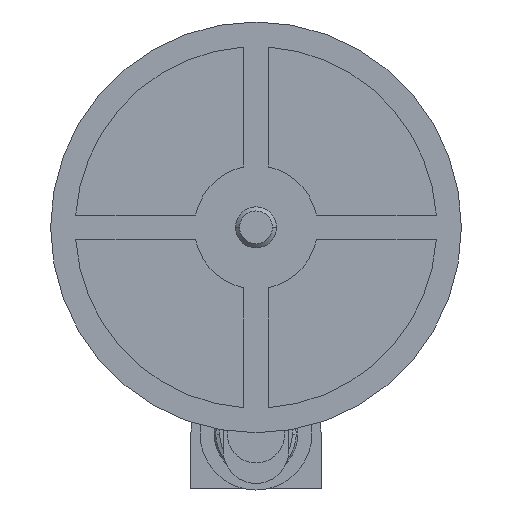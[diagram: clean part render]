
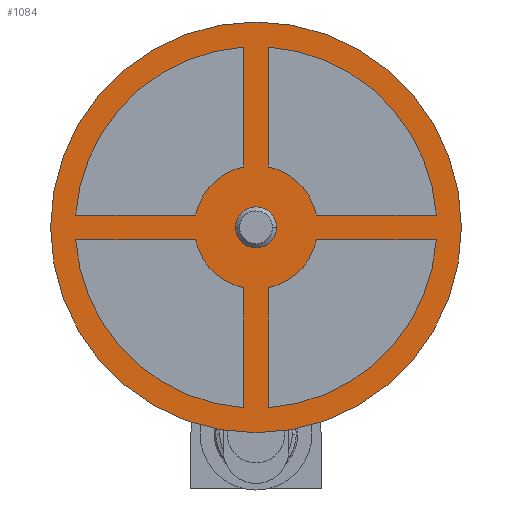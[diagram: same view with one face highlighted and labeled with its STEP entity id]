
A CAD part, front view. The second image highlights one B-rep face of the part: STEP entity #1084.
In plain terms, the highlighted planar face has unit normal (0, -1, 0).
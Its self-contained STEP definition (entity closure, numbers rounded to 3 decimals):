
#130=CARTESIAN_POINT('',(-1.5,-42.89,31.827));
#131=VERTEX_POINT('',#130);
#140=CARTESIAN_POINT('',(1.5,-42.89,31.827));
#141=VERTEX_POINT('',#140);
#142=CARTESIAN_POINT('',(0.,-42.89,31.827));
#143=DIRECTION('',(0.0,1.0,0.0));
#144=DIRECTION('',(-1.0,0.0,0.0));
#145=AXIS2_PLACEMENT_3D('',#142,#143,#144);
#146=CIRCLE('',#145,1.5);
#147=EDGE_CURVE('',#141,#131,#146,.T.);
#290=CARTESIAN_POINT('',(-25.0,-42.89,31.827));
#291=VERTEX_POINT('',#290);
#307=CARTESIAN_POINT('',(25.0,-42.89,31.827));
#308=VERTEX_POINT('',#307);
#315=CARTESIAN_POINT('',(0.,-42.89,31.827));
#316=DIRECTION('',(0.0,1.0,0.0));
#317=DIRECTION('',(-1.0,0.0,0.0));
#318=AXIS2_PLACEMENT_3D('',#315,#316,#317);
#319=CIRCLE('',#318,25.0);
#320=EDGE_CURVE('',#308,#291,#319,.T.);
#341=CARTESIAN_POINT('',(7.348,-42.89,30.327));
#342=VERTEX_POINT('',#341);
#349=CARTESIAN_POINT('',(1.5,-42.89,24.479));
#350=VERTEX_POINT('',#349);
#351=CARTESIAN_POINT('',(0.,-42.89,31.827));
#352=DIRECTION('',(0.0,-1.0,0.0));
#353=DIRECTION('',(0.0,0.0,1.0));
#354=AXIS2_PLACEMENT_3D('',#351,#352,#353);
#355=CIRCLE('',#354,7.5);
#356=EDGE_CURVE('',#350,#342,#355,.T.);
#381=CARTESIAN_POINT('',(1.5,-42.89,9.878));
#382=VERTEX_POINT('',#381);
#383=CARTESIAN_POINT('',(1.5,-42.89,9.878));
#384=DIRECTION('',(0.0,0.0,1.0));
#385=VECTOR('',#384,14.6);
#386=LINE('',#383,#385);
#387=EDGE_CURVE('',#382,#350,#386,.T.);
#413=CARTESIAN_POINT('',(21.949,-42.89,30.327));
#414=VERTEX_POINT('',#413);
#415=CARTESIAN_POINT('',(0.,-42.89,31.827));
#416=DIRECTION('',(0.0,1.0,0.0));
#417=DIRECTION('',(0.0,0.0,-1.0));
#418=AXIS2_PLACEMENT_3D('',#415,#416,#417);
#419=CIRCLE('',#418,22.0);
#420=EDGE_CURVE('',#414,#382,#419,.T.);
#443=CARTESIAN_POINT('',(7.348,-42.89,30.327));
#444=DIRECTION('',(1.0,0.0,0.0));
#445=VECTOR('',#444,14.6);
#446=LINE('',#443,#445);
#447=EDGE_CURVE('',#342,#414,#446,.T.);
#481=CARTESIAN_POINT('',(-21.949,-42.89,30.327));
#482=VERTEX_POINT('',#481);
#489=CARTESIAN_POINT('',(-1.5,-42.89,9.878));
#490=VERTEX_POINT('',#489);
#491=CARTESIAN_POINT('',(0.,-42.89,31.827));
#492=DIRECTION('',(0.0,1.0,0.0));
#493=DIRECTION('',(0.0,0.0,-1.0));
#494=AXIS2_PLACEMENT_3D('',#491,#492,#493);
#495=CIRCLE('',#494,22.0);
#496=EDGE_CURVE('',#490,#482,#495,.T.);
#521=CARTESIAN_POINT('',(-1.5,-42.89,24.479));
#522=VERTEX_POINT('',#521);
#523=CARTESIAN_POINT('',(-1.5,-42.89,24.479));
#524=DIRECTION('',(0.0,0.0,-1.0));
#525=VECTOR('',#524,14.6);
#526=LINE('',#523,#525);
#527=EDGE_CURVE('',#522,#490,#526,.T.);
#553=CARTESIAN_POINT('',(-7.348,-42.89,30.327));
#554=VERTEX_POINT('',#553);
#555=CARTESIAN_POINT('',(0.,-42.89,31.827));
#556=DIRECTION('',(0.0,-1.0,0.0));
#557=DIRECTION('',(0.0,0.0,1.0));
#558=AXIS2_PLACEMENT_3D('',#555,#556,#557);
#559=CIRCLE('',#558,7.5);
#560=EDGE_CURVE('',#554,#522,#559,.T.);
#583=CARTESIAN_POINT('',(-21.949,-42.89,30.327));
#584=DIRECTION('',(1.0,0.0,0.0));
#585=VECTOR('',#584,14.6);
#586=LINE('',#583,#585);
#587=EDGE_CURVE('',#482,#554,#586,.T.);
#620=CARTESIAN_POINT('',(-21.949,-42.89,33.327));
#621=VERTEX_POINT('',#620);
#628=CARTESIAN_POINT('',(-7.348,-42.89,33.327));
#629=VERTEX_POINT('',#628);
#630=CARTESIAN_POINT('',(-7.348,-42.89,33.327));
#631=DIRECTION('',(-1.0,0.0,0.0));
#632=VECTOR('',#631,14.6);
#633=LINE('',#630,#632);
#634=EDGE_CURVE('',#629,#621,#633,.T.);
#660=CARTESIAN_POINT('',(-1.5,-42.89,39.176));
#661=VERTEX_POINT('',#660);
#662=CARTESIAN_POINT('',(0.,-42.89,31.827));
#663=DIRECTION('',(0.0,-1.0,0.0));
#664=DIRECTION('',(0.0,0.0,1.0));
#665=AXIS2_PLACEMENT_3D('',#662,#663,#664);
#666=CIRCLE('',#665,7.5);
#667=EDGE_CURVE('',#661,#629,#666,.T.);
#692=CARTESIAN_POINT('',(-1.5,-42.89,53.776));
#693=VERTEX_POINT('',#692);
#694=CARTESIAN_POINT('',(-1.5,-42.89,53.776));
#695=DIRECTION('',(0.0,0.0,-1.0));
#696=VECTOR('',#695,14.6);
#697=LINE('',#694,#696);
#698=EDGE_CURVE('',#693,#661,#697,.T.);
#722=CARTESIAN_POINT('',(0.,-42.89,31.827));
#723=DIRECTION('',(0.0,1.0,0.0));
#724=DIRECTION('',(0.0,0.0,-1.0));
#725=AXIS2_PLACEMENT_3D('',#722,#723,#724);
#726=CIRCLE('',#725,22.0);
#727=EDGE_CURVE('',#621,#693,#726,.T.);
#761=CARTESIAN_POINT('',(1.5,-42.89,39.176));
#762=VERTEX_POINT('',#761);
#769=CARTESIAN_POINT('',(7.348,-42.89,33.327));
#770=VERTEX_POINT('',#769);
#771=CARTESIAN_POINT('',(0.,-42.89,31.827));
#772=DIRECTION('',(0.0,-1.0,0.0));
#773=DIRECTION('',(0.0,0.0,1.0));
#774=AXIS2_PLACEMENT_3D('',#771,#772,#773);
#775=CIRCLE('',#774,7.5);
#776=EDGE_CURVE('',#770,#762,#775,.T.);
#801=CARTESIAN_POINT('',(21.949,-42.89,33.327));
#802=VERTEX_POINT('',#801);
#803=CARTESIAN_POINT('',(21.949,-42.89,33.327));
#804=DIRECTION('',(-1.0,0.0,0.0));
#805=VECTOR('',#804,14.6);
#806=LINE('',#803,#805);
#807=EDGE_CURVE('',#802,#770,#806,.T.);
#833=CARTESIAN_POINT('',(1.5,-42.89,53.776));
#834=VERTEX_POINT('',#833);
#835=CARTESIAN_POINT('',(0.,-42.89,31.827));
#836=DIRECTION('',(0.0,1.0,0.0));
#837=DIRECTION('',(0.0,0.0,-1.0));
#838=AXIS2_PLACEMENT_3D('',#835,#836,#837);
#839=CIRCLE('',#838,22.0);
#840=EDGE_CURVE('',#834,#802,#839,.T.);
#863=CARTESIAN_POINT('',(1.5,-42.89,39.176));
#864=DIRECTION('',(0.0,0.0,1.0));
#865=VECTOR('',#864,14.6);
#866=LINE('',#863,#865);
#867=EDGE_CURVE('',#762,#834,#866,.T.);
#891=CARTESIAN_POINT('',(0.,-42.89,31.827));
#892=DIRECTION('',(0.0,1.0,0.0));
#893=DIRECTION('',(-1.0,0.0,0.0));
#894=AXIS2_PLACEMENT_3D('',#891,#892,#893);
#895=CIRCLE('',#894,25.0);
#896=EDGE_CURVE('',#291,#308,#895,.T.);
#1037=CARTESIAN_POINT('',(0.,-42.89,31.827));
#1038=DIRECTION('',(0.0,1.0,0.0));
#1039=DIRECTION('',(-1.0,0.0,0.0));
#1040=AXIS2_PLACEMENT_3D('',#1037,#1038,#1039);
#1041=CIRCLE('',#1040,1.5);
#1042=EDGE_CURVE('',#131,#141,#1041,.T.);
#1047=CARTESIAN_POINT('',(-13.25,-42.89,31.827));
#1048=DIRECTION('',(0.0,-1.0,0.0));
#1049=DIRECTION('',(0.0,0.0,-1.0));
#1050=AXIS2_PLACEMENT_3D('',#1047,#1048,#1049);
#1051=PLANE('',#1050);
#1052=ORIENTED_EDGE('',*,*,#896,.F.);
#1053=ORIENTED_EDGE('',*,*,#320,.F.);
#1054=EDGE_LOOP('',(#1052,#1053));
#1055=FACE_OUTER_BOUND('',#1054,.T.);
#1056=ORIENTED_EDGE('',*,*,#356,.T.);
#1057=ORIENTED_EDGE('',*,*,#447,.T.);
#1058=ORIENTED_EDGE('',*,*,#420,.T.);
#1059=ORIENTED_EDGE('',*,*,#387,.T.);
#1060=EDGE_LOOP('',(#1056,#1057,#1058,#1059));
#1061=FACE_BOUND('',#1060,.T.);
#1062=ORIENTED_EDGE('',*,*,#496,.T.);
#1063=ORIENTED_EDGE('',*,*,#587,.T.);
#1064=ORIENTED_EDGE('',*,*,#560,.T.);
#1065=ORIENTED_EDGE('',*,*,#527,.T.);
#1066=EDGE_LOOP('',(#1062,#1063,#1064,#1065));
#1067=FACE_BOUND('',#1066,.T.);
#1068=ORIENTED_EDGE('',*,*,#634,.T.);
#1069=ORIENTED_EDGE('',*,*,#727,.T.);
#1070=ORIENTED_EDGE('',*,*,#698,.T.);
#1071=ORIENTED_EDGE('',*,*,#667,.T.);
#1072=EDGE_LOOP('',(#1068,#1069,#1070,#1071));
#1073=FACE_BOUND('',#1072,.T.);
#1074=ORIENTED_EDGE('',*,*,#776,.T.);
#1075=ORIENTED_EDGE('',*,*,#867,.T.);
#1076=ORIENTED_EDGE('',*,*,#840,.T.);
#1077=ORIENTED_EDGE('',*,*,#807,.T.);
#1078=EDGE_LOOP('',(#1074,#1075,#1076,#1077));
#1079=FACE_BOUND('',#1078,.T.);
#1080=ORIENTED_EDGE('',*,*,#1042,.T.);
#1081=ORIENTED_EDGE('',*,*,#147,.T.);
#1082=EDGE_LOOP('',(#1080,#1081));
#1083=FACE_BOUND('',#1082,.T.);
#1084=ADVANCED_FACE('',(#1055,#1061,#1067,#1073,#1079,#1083),#1051,.T.);
